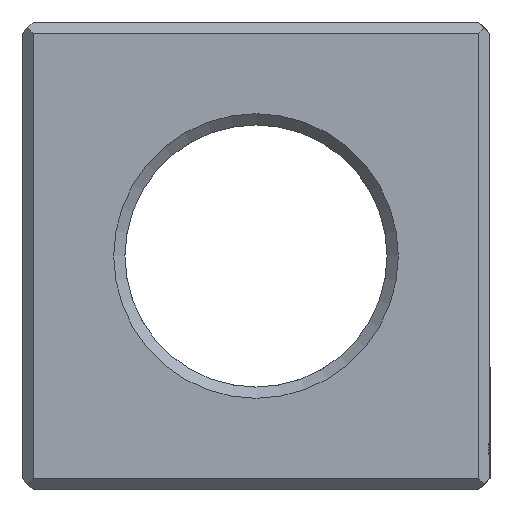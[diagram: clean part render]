
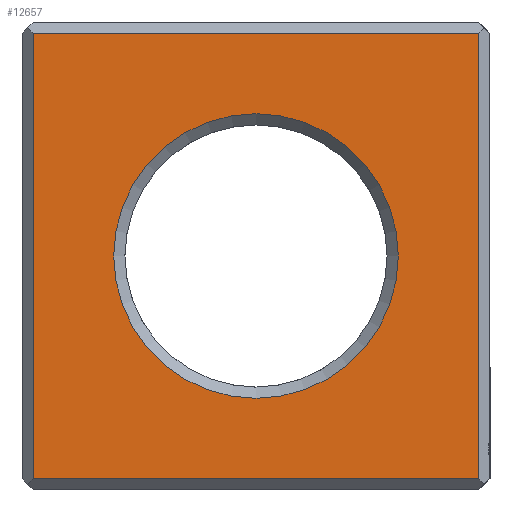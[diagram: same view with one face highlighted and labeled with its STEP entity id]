
A CAD part, left-side view. The second image highlights one B-rep face of the part: STEP entity #12657.
In plain terms, the highlighted planar face has unit normal (-1, 0, 0).
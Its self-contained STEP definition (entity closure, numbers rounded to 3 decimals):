
#72 = PLANE('',#73);
#73 = AXIS2_PLACEMENT_3D('',#74,#75,#76);
#74 = CARTESIAN_POINT('',(0.,0.,0.3));
#75 = DIRECTION('',(-0.707,0.,-0.707));
#76 = DIRECTION('',(0.707,0.,-0.707));
#607 = PLANE('',#608);
#608 = AXIS2_PLACEMENT_3D('',#609,#610,#611);
#609 = CARTESIAN_POINT('',(0.3,12.5,0.));
#610 = DIRECTION('',(0.707,-0.707,0.));
#611 = DIRECTION('',(-0.707,-0.707,0.));
#838 = PLANE('',#839);
#839 = AXIS2_PLACEMENT_3D('',#840,#841,#842);
#840 = CARTESIAN_POINT('',(0.3,0.,0.));
#841 = DIRECTION('',(-0.707,-0.707,0.));
#842 = DIRECTION('',(-0.707,0.707,0.));
#906 = VERTEX_POINT('',#907);
#907 = CARTESIAN_POINT('',(0.,0.3,0.3));
#928 = EDGE_CURVE('',#906,#929,#931,.T.);
#929 = VERTEX_POINT('',#930);
#930 = CARTESIAN_POINT('',(0.,12.2,0.3));
#931 = SURFACE_CURVE('',#932,(#936,#943),.PCURVE_S1.);
#932 = LINE('',#933,#934);
#933 = CARTESIAN_POINT('',(0.,0.,0.3));
#934 = VECTOR('',#935,1.);
#935 = DIRECTION('',(0.,1.,0.));
#936 = PCURVE('',#72,#937);
#937 = DEFINITIONAL_REPRESENTATION('',(#938),#942);
#938 = LINE('',#939,#940);
#939 = CARTESIAN_POINT('',(0.,-0.));
#940 = VECTOR('',#941,1.);
#941 = DIRECTION('',(0.,-1.));
#942 = ( GEOMETRIC_REPRESENTATION_CONTEXT(2) 
PARAMETRIC_REPRESENTATION_CONTEXT() REPRESENTATION_CONTEXT('2D SPACE',''
  ) );
#943 = PCURVE('',#944,#949);
#944 = PLANE('',#945);
#945 = AXIS2_PLACEMENT_3D('',#946,#947,#948);
#946 = CARTESIAN_POINT('',(0.,12.5,0.));
#947 = DIRECTION('',(1.,0.,0.));
#948 = DIRECTION('',(0.,-1.,0.));
#949 = DEFINITIONAL_REPRESENTATION('',(#950),#954);
#950 = LINE('',#951,#952);
#951 = CARTESIAN_POINT('',(12.5,-0.3));
#952 = VECTOR('',#953,1.);
#953 = DIRECTION('',(-1.,0.));
#954 = ( GEOMETRIC_REPRESENTATION_CONTEXT(2) 
PARAMETRIC_REPRESENTATION_CONTEXT() REPRESENTATION_CONTEXT('2D SPACE',''
  ) );
#2193 = VERTEX_POINT('',#2194);
#2194 = CARTESIAN_POINT('',(0.,12.2,12.2));
#2208 = PLANE('',#2209);
#2209 = AXIS2_PLACEMENT_3D('',#2210,#2211,#2212);
#2210 = CARTESIAN_POINT('',(0.3,0.,12.5));
#2211 = DIRECTION('',(-0.707,0.,0.707));
#2212 = DIRECTION('',(-0.707,0.,-0.707));
#2220 = EDGE_CURVE('',#929,#2193,#2221,.T.);
#2221 = SURFACE_CURVE('',#2222,(#2226,#2233),.PCURVE_S1.);
#2222 = LINE('',#2223,#2224);
#2223 = CARTESIAN_POINT('',(0.,12.2,0.));
#2224 = VECTOR('',#2225,1.);
#2225 = DIRECTION('',(0.,0.,1.));
#2226 = PCURVE('',#607,#2227);
#2227 = DEFINITIONAL_REPRESENTATION('',(#2228),#2232);
#2228 = LINE('',#2229,#2230);
#2229 = CARTESIAN_POINT('',(0.424,0.));
#2230 = VECTOR('',#2231,1.);
#2231 = DIRECTION('',(0.,-1.));
#2232 = ( GEOMETRIC_REPRESENTATION_CONTEXT(2) 
PARAMETRIC_REPRESENTATION_CONTEXT() REPRESENTATION_CONTEXT('2D SPACE',''
  ) );
#2233 = PCURVE('',#944,#2234);
#2234 = DEFINITIONAL_REPRESENTATION('',(#2235),#2239);
#2235 = LINE('',#2236,#2237);
#2236 = CARTESIAN_POINT('',(0.3,0.));
#2237 = VECTOR('',#2238,1.);
#2238 = DIRECTION('',(0.,-1.));
#2239 = ( GEOMETRIC_REPRESENTATION_CONTEXT(2) 
PARAMETRIC_REPRESENTATION_CONTEXT() REPRESENTATION_CONTEXT('2D SPACE',''
  ) );
#12614 = VERTEX_POINT('',#12615);
#12615 = CARTESIAN_POINT('',(0.,0.3,12.2));
#12636 = EDGE_CURVE('',#906,#12614,#12637,.T.);
#12637 = SURFACE_CURVE('',#12638,(#12642,#12649),.PCURVE_S1.);
#12638 = LINE('',#12639,#12640);
#12639 = CARTESIAN_POINT('',(0.,0.3,0.));
#12640 = VECTOR('',#12641,1.);
#12641 = DIRECTION('',(0.,0.,1.));
#12642 = PCURVE('',#838,#12643);
#12643 = DEFINITIONAL_REPRESENTATION('',(#12644),#12648);
#12644 = LINE('',#12645,#12646);
#12645 = CARTESIAN_POINT('',(0.424,0.));
#12646 = VECTOR('',#12647,1.);
#12647 = DIRECTION('',(0.,-1.));
#12648 = ( GEOMETRIC_REPRESENTATION_CONTEXT(2) 
PARAMETRIC_REPRESENTATION_CONTEXT() REPRESENTATION_CONTEXT('2D SPACE',''
  ) );
#12649 = PCURVE('',#944,#12650);
#12650 = DEFINITIONAL_REPRESENTATION('',(#12651),#12655);
#12651 = LINE('',#12652,#12653);
#12652 = CARTESIAN_POINT('',(12.2,0.));
#12653 = VECTOR('',#12654,1.);
#12654 = DIRECTION('',(0.,-1.));
#12655 = ( GEOMETRIC_REPRESENTATION_CONTEXT(2) 
PARAMETRIC_REPRESENTATION_CONTEXT() REPRESENTATION_CONTEXT('2D SPACE',''
  ) );
#12657 = ADVANCED_FACE('',(#12658,#12684),#944,.F.);
#12658 = FACE_BOUND('',#12659,.F.);
#12659 = EDGE_LOOP('',(#12660,#12661,#12662,#12663));
#12660 = ORIENTED_EDGE('',*,*,#12636,.F.);
#12661 = ORIENTED_EDGE('',*,*,#928,.T.);
#12662 = ORIENTED_EDGE('',*,*,#2220,.T.);
#12663 = ORIENTED_EDGE('',*,*,#12664,.F.);
#12664 = EDGE_CURVE('',#12614,#2193,#12665,.T.);
#12665 = SURFACE_CURVE('',#12666,(#12670,#12677),.PCURVE_S1.);
#12666 = LINE('',#12667,#12668);
#12667 = CARTESIAN_POINT('',(0.,0.,12.2));
#12668 = VECTOR('',#12669,1.);
#12669 = DIRECTION('',(0.,1.,0.));
#12670 = PCURVE('',#944,#12671);
#12671 = DEFINITIONAL_REPRESENTATION('',(#12672),#12676);
#12672 = LINE('',#12673,#12674);
#12673 = CARTESIAN_POINT('',(12.5,-12.2));
#12674 = VECTOR('',#12675,1.);
#12675 = DIRECTION('',(-1.,0.));
#12676 = ( GEOMETRIC_REPRESENTATION_CONTEXT(2) 
PARAMETRIC_REPRESENTATION_CONTEXT() REPRESENTATION_CONTEXT('2D SPACE',''
  ) );
#12677 = PCURVE('',#2208,#12678);
#12678 = DEFINITIONAL_REPRESENTATION('',(#12679),#12683);
#12679 = LINE('',#12680,#12681);
#12680 = CARTESIAN_POINT('',(0.424,0.));
#12681 = VECTOR('',#12682,1.);
#12682 = DIRECTION('',(0.,-1.));
#12683 = ( GEOMETRIC_REPRESENTATION_CONTEXT(2) 
PARAMETRIC_REPRESENTATION_CONTEXT() REPRESENTATION_CONTEXT('2D SPACE',''
  ) );
#12684 = FACE_BOUND('',#12685,.F.);
#12685 = EDGE_LOOP('',(#12686));
#12686 = ORIENTED_EDGE('',*,*,#12687,.T.);
#12687 = EDGE_CURVE('',#12688,#12688,#12690,.T.);
#12688 = VERTEX_POINT('',#12689);
#12689 = CARTESIAN_POINT('',(0.,2.45,6.25));
#12690 = SURFACE_CURVE('',#12691,(#12696,#12707),.PCURVE_S1.);
#12691 = CIRCLE('',#12692,3.8);
#12692 = AXIS2_PLACEMENT_3D('',#12693,#12694,#12695);
#12693 = CARTESIAN_POINT('',(0.,6.25,6.25));
#12694 = DIRECTION('',(-1.,0.,0.));
#12695 = DIRECTION('',(0.,-1.,0.));
#12696 = PCURVE('',#944,#12697);
#12697 = DEFINITIONAL_REPRESENTATION('',(#12698),#12706);
#12698 = ( BOUNDED_CURVE() B_SPLINE_CURVE(2,(#12699,#12700,#12701,#12702
    ,#12703,#12704,#12705),.UNSPECIFIED.,.T.,.F.) 
B_SPLINE_CURVE_WITH_KNOTS((1,2,2,2,2,1),(-2.094,0.,
    2.094,4.189,6.283,8.378),
.UNSPECIFIED.) CURVE() GEOMETRIC_REPRESENTATION_ITEM() 
RATIONAL_B_SPLINE_CURVE((1.,0.5,1.,0.5,1.,0.5,1.)) REPRESENTATION_ITEM(
  '') );
#12699 = CARTESIAN_POINT('',(10.05,-6.25));
#12700 = CARTESIAN_POINT('',(10.05,-12.832));
#12701 = CARTESIAN_POINT('',(4.35,-9.541));
#12702 = CARTESIAN_POINT('',(-1.35,-6.25));
#12703 = CARTESIAN_POINT('',(4.35,-2.959));
#12704 = CARTESIAN_POINT('',(10.05,0.332));
#12705 = CARTESIAN_POINT('',(10.05,-6.25));
#12706 = ( GEOMETRIC_REPRESENTATION_CONTEXT(2) 
PARAMETRIC_REPRESENTATION_CONTEXT() REPRESENTATION_CONTEXT('2D SPACE',''
  ) );
#12707 = PCURVE('',#12708,#12713);
#12708 = CONICAL_SURFACE('',#12709,3.5,0.785);
#12709 = AXIS2_PLACEMENT_3D('',#12710,#12711,#12712);
#12710 = CARTESIAN_POINT('',(0.3,6.25,6.25));
#12711 = DIRECTION('',(-1.,-0.,-0.));
#12712 = DIRECTION('',(0.,-1.,0.));
#12713 = DEFINITIONAL_REPRESENTATION('',(#12714),#12718);
#12714 = LINE('',#12715,#12716);
#12715 = CARTESIAN_POINT('',(-0.,0.3));
#12716 = VECTOR('',#12717,1.);
#12717 = DIRECTION('',(1.,-0.));
#12718 = ( GEOMETRIC_REPRESENTATION_CONTEXT(2) 
PARAMETRIC_REPRESENTATION_CONTEXT() REPRESENTATION_CONTEXT('2D SPACE',''
  ) );
